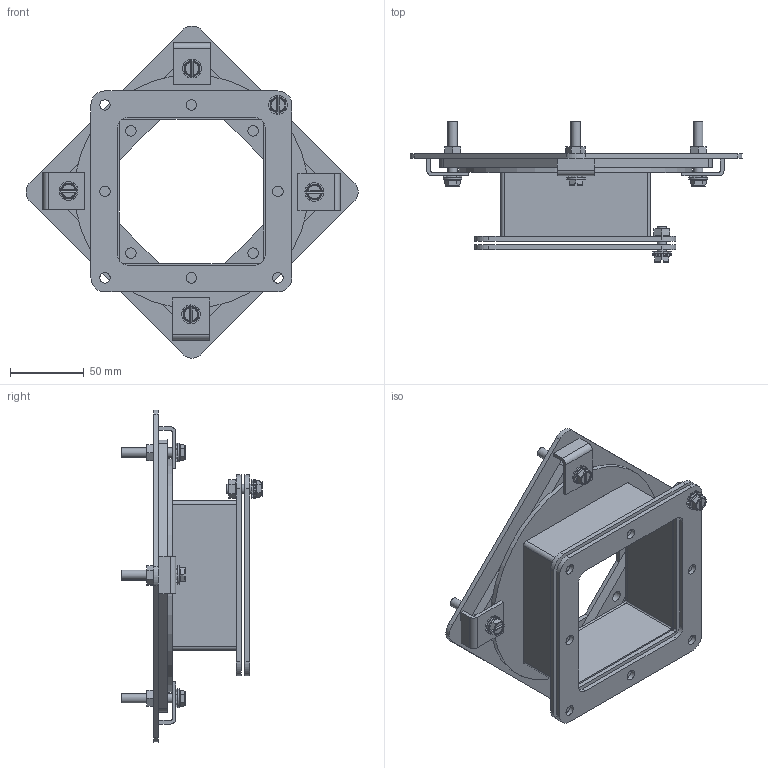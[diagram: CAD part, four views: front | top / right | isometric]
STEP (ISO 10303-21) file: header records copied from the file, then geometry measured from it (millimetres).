
FILE_DESCRIPTION (( 'STEP AP203' ), '1' );
FILE_NAME ('1487CV2SS.step', '2020-11-17T21:12:30', ( 'ADC123' ), ( 'Microsoft' ), 'SwSTEP 2.0', 'SolidWorks 2019', '' );
FILE_SCHEMA (( 'CONFIG_CONTROL_DESIGN' ));
Length unit declared in the file: inch
Products named in the file (1): 1487CV2SS
Bounding box: 225.52 x 95.72 x 225.52 mm (x, y, z)
Volume: 244343.6 mm3; surface area: 179487.8 mm2
Topology: 25 solids, 25 shells, 604 faces, 1592 edges, 1048 vertices
Faces by surface type: plane 379, cylinder 185, bspline 40
Full cylindrical faces by diameter (mm): 4.976 x5, 6.35 x5, 6.553 x5, 7.137 x20, 7.925 x4, 9.525 x4, 12.7 x5, 158.75 x1
Entity records: 19294 total; most frequent: CARTESIAN_POINT 4526, ORIENTED_EDGE 3086, DIRECTION 2833, EDGE_CURVE 1543, VECTOR 1083, LINE 1083, VERTEX_POINT 1048, AXIS2_PLACEMENT_3D 875
